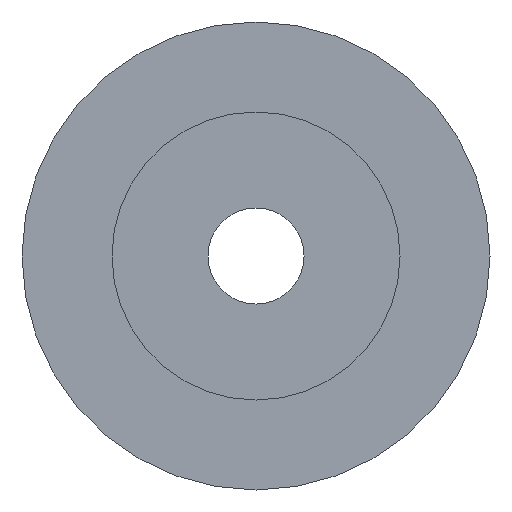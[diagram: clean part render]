
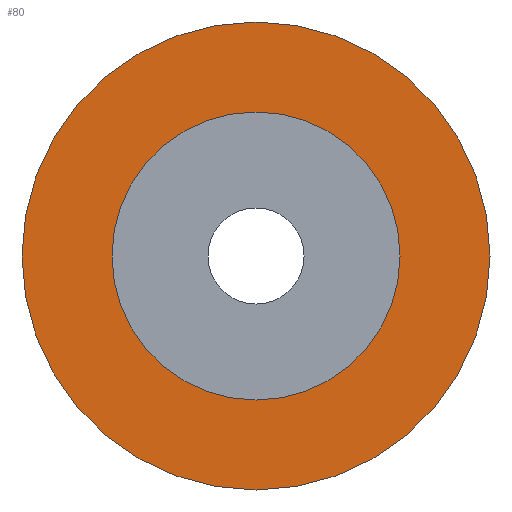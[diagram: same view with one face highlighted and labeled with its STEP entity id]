
A CAD part, front view. The second image highlights one B-rep face of the part: STEP entity #80.
In plain terms, the highlighted planar face has unit normal (0, -1, 0).
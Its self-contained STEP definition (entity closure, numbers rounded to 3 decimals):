
#8 = DIRECTION ( 'NONE',  ( 0., 0., -1. ) ) ;
#10 = CARTESIAN_POINT ( 'NONE',  ( 0., 0., -2.4 ) ) ;
#12 = CARTESIAN_POINT ( 'NONE',  ( 0., 0., 0. ) ) ;
#17 = AXIS2_PLACEMENT_3D ( 'NONE', #12, #257, #217 ) ;
#19 = CIRCLE ( 'NONE', #153, 2.4 ) ;
#44 = ORIENTED_EDGE ( 'NONE', *, *, #332, .F. ) ;
#52 = DIRECTION ( 'NONE',  ( 0., -1., 0. ) ) ;
#79 = DIRECTION ( 'NONE',  ( 0., -1., 0. ) ) ;
#80 = ADVANCED_FACE ( 'NONE', ( #407, #87 ), #205, .T. ) ;
#85 = CARTESIAN_POINT ( 'NONE',  ( 0., 0., 0. ) ) ;
#87 = FACE_BOUND ( 'NONE', #93, .T. ) ;
#93 = EDGE_LOOP ( 'NONE', ( #125, #44 ) ) ;
#119 = CARTESIAN_POINT ( 'NONE',  ( 0., 0., 0. ) ) ;
#125 = ORIENTED_EDGE ( 'NONE', *, *, #363, .F. ) ;
#139 = CARTESIAN_POINT ( 'NONE',  ( 0., 0., 2.4 ) ) ;
#153 = AXIS2_PLACEMENT_3D ( 'NONE', #215, #79, #255 ) ;
#162 = AXIS2_PLACEMENT_3D ( 'NONE', #200, #243, #299 ) ;
#165 = VERTEX_POINT ( 'NONE', #139 ) ;
#197 = CIRCLE ( 'NONE', #17, 3.9 ) ;
#200 = CARTESIAN_POINT ( 'NONE',  ( 3.9, 0., 0. ) ) ;
#205 = PLANE ( 'NONE',  #162 ) ;
#215 = CARTESIAN_POINT ( 'NONE',  ( 0., 0., 0. ) ) ;
#217 = DIRECTION ( 'NONE',  ( 0., 0., -1. ) ) ;
#243 = DIRECTION ( 'NONE',  ( 0., -1., 0. ) ) ;
#255 = DIRECTION ( 'NONE',  ( 0., 0., -1. ) ) ;
#257 = DIRECTION ( 'NONE',  ( 0., -1., 0. ) ) ;
#258 = CARTESIAN_POINT ( 'NONE',  ( 0., 0., 3.9 ) ) ;
#280 = AXIS2_PLACEMENT_3D ( 'NONE', #85, #52, #8 ) ;
#286 = CARTESIAN_POINT ( 'NONE',  ( 0., 0., -3.9 ) ) ;
#288 = EDGE_LOOP ( 'NONE', ( #294, #390 ) ) ;
#292 = AXIS2_PLACEMENT_3D ( 'NONE', #119, #367, #397 ) ;
#294 = ORIENTED_EDGE ( 'NONE', *, *, #377, .T. ) ;
#295 = CIRCLE ( 'NONE', #280, 3.9 ) ;
#299 = DIRECTION ( 'NONE',  ( 0., 0., -1. ) ) ;
#328 = CIRCLE ( 'NONE', #292, 2.4 ) ;
#332 = EDGE_CURVE ( 'NONE', #165, #355, #328, .T. ) ;
#344 = EDGE_CURVE ( 'NONE', #380, #378, #197, .T. ) ;
#355 = VERTEX_POINT ( 'NONE', #10 ) ;
#363 = EDGE_CURVE ( 'NONE', #355, #165, #19, .T. ) ;
#367 = DIRECTION ( 'NONE',  ( 0., -1., 0. ) ) ;
#377 = EDGE_CURVE ( 'NONE', #378, #380, #295, .T. ) ;
#378 = VERTEX_POINT ( 'NONE', #286 ) ;
#380 = VERTEX_POINT ( 'NONE', #258 ) ;
#390 = ORIENTED_EDGE ( 'NONE', *, *, #344, .T. ) ;
#397 = DIRECTION ( 'NONE',  ( 0., 0., -1. ) ) ;
#407 = FACE_OUTER_BOUND ( 'NONE', #288, .T. ) ;
